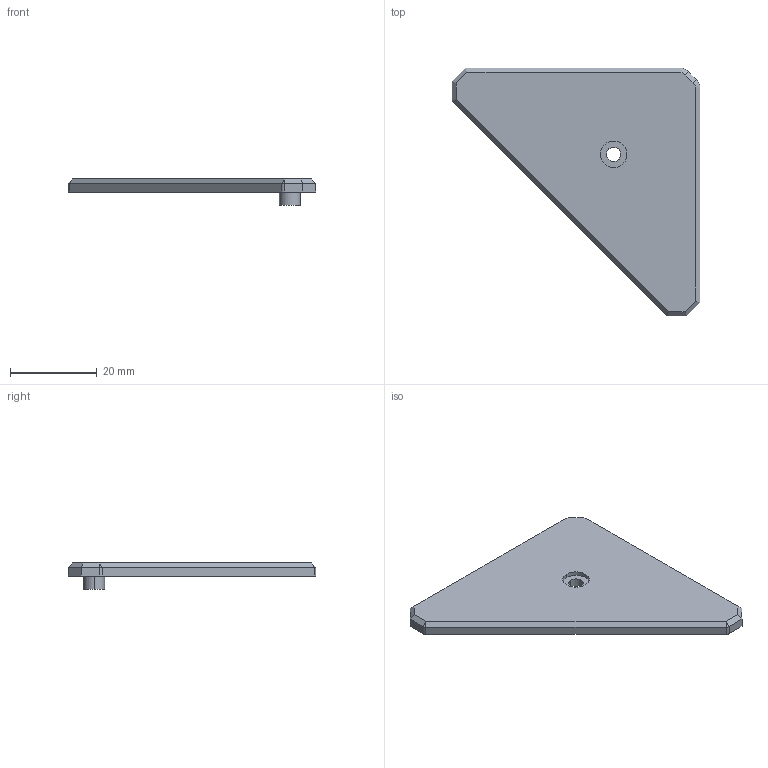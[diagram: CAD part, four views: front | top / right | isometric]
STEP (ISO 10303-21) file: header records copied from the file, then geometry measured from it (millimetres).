
FILE_DESCRIPTION(('FreeCAD Model'),'2;1');
FILE_NAME('4_orange_up_corners_cover.stp','2021-01-19T21:37:18',('Author'),(''), 'Open CASCADE STEP processor 7.3','FreeCAD','Unknown');
FILE_SCHEMA(('AUTOMOTIVE_DESIGN { 1 0 10303 214 1 1 1 1 }'));
Length unit declared in the file: millimetre
Products named in the file (1): orange_FR_corner_top_cover
Bounding box: 57 x 57 x 6 mm (x, y, z)
Volume: 5950.9 mm3; surface area: 4558.7 mm2
Topology: 1 solids, 1 shells, 34 faces, 78 edges, 46 vertices
Faces by surface type: bspline 20, revolution 14
Entity records: 2211 total; most frequent: CARTESIAN_POINT 913, ORIENTED_EDGE 152, PCURVE 152, DEFINITIONAL_REPRESENTATION 152, B_SPLINE_CURVE_WITH_KNOTS 152, DIRECTION 128, EDGE_CURVE 76, SURFACE_CURVE 76
